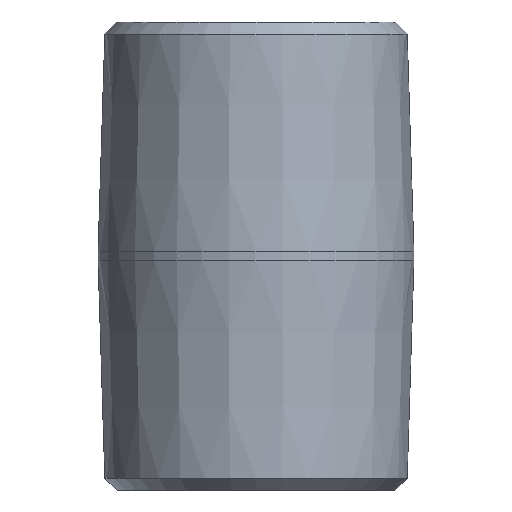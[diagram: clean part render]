
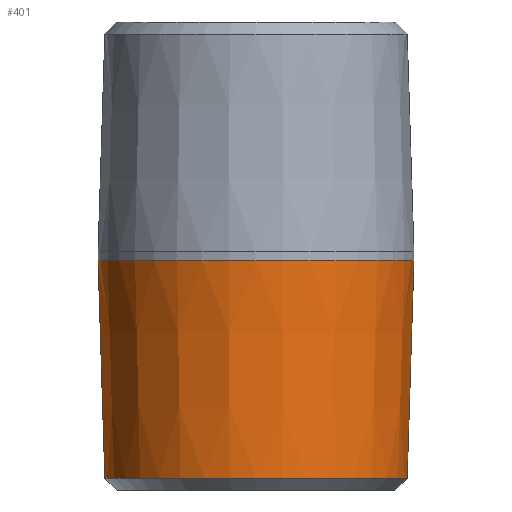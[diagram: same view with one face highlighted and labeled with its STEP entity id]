
A CAD part, front view. The second image highlights one B-rep face of the part: STEP entity #401.
In plain terms, the highlighted conical face has half-angle 1.78 degrees and reference radius 8.572 mm.
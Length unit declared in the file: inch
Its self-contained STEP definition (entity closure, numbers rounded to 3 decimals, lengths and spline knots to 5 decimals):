
#13 = VERTEX_POINT ( 'NONE', #535 ) ;
#15 = LINE ( 'NONE', #355, #36 ) ;
#36 = VECTOR ( 'NONE', #317, 39.37008 ) ;
#69 = DIRECTION ( 'NONE',  ( 0., 0., 1. ) ) ;
#87 = ORIENTED_EDGE ( 'NONE', *, *, #167, .T. ) ;
#92 = AXIS2_PLACEMENT_3D ( 'NONE', #113, #69, #328 ) ;
#99 = ORIENTED_EDGE ( 'NONE', *, *, #490, .T. ) ;
#113 = CARTESIAN_POINT ( 'NONE',  ( 0., 0., 0.02499 ) ) ;
#124 = CIRCLE ( 'NONE', #271, 0.3375 ) ;
#142 = DIRECTION ( 'NONE',  ( -1., 0., 0. ) ) ;
#149 = FACE_OUTER_BOUND ( 'NONE', #434, .T. ) ;
#153 = CARTESIAN_POINT ( 'NONE',  ( 0.32305, 0., 0.02499 ) ) ;
#167 = EDGE_CURVE ( 'NONE', #386, #13, #290, .T. ) ;
#183 = CIRCLE ( 'NONE', #92, 0.32305 ) ;
#223 = CONICAL_SURFACE ( 'NONE', #489, 0.3375, 0.031 ) ;
#271 = AXIS2_PLACEMENT_3D ( 'NONE', #521, #433, #142 ) ;
#290 = LINE ( 'NONE', #301, #508 ) ;
#299 = VERTEX_POINT ( 'NONE', #332 ) ;
#301 = CARTESIAN_POINT ( 'NONE',  ( 0.3375, 0., 0.49 ) ) ;
#317 = DIRECTION ( 'NONE',  ( -0.031, 0., 1. ) ) ;
#328 = DIRECTION ( 'NONE',  ( -1., 0., 0. ) ) ;
#332 = CARTESIAN_POINT ( 'NONE',  ( -0.3375, 0., 0.49 ) ) ;
#352 = ORIENTED_EDGE ( 'NONE', *, *, #387, .T. ) ;
#355 = CARTESIAN_POINT ( 'NONE',  ( -0.3375, 0., 0.49 ) ) ;
#386 = VERTEX_POINT ( 'NONE', #153 ) ;
#387 = EDGE_CURVE ( 'NONE', #13, #299, #124, .T. ) ;
#401 = ADVANCED_FACE ( 'NONE', ( #149 ), #223, .T. ) ;
#425 = EDGE_CURVE ( 'NONE', #501, #299, #15, .T. ) ;
#433 = DIRECTION ( 'NONE',  ( 0., 0., -1. ) ) ;
#434 = EDGE_LOOP ( 'NONE', ( #470, #99, #87, #352 ) ) ;
#435 = DIRECTION ( 'NONE',  ( 0., 0., 1. ) ) ;
#470 = ORIENTED_EDGE ( 'NONE', *, *, #425, .F. ) ;
#489 = AXIS2_PLACEMENT_3D ( 'NONE', #534, #435, #528 ) ;
#490 = EDGE_CURVE ( 'NONE', #501, #386, #183, .T. ) ;
#500 = DIRECTION ( 'NONE',  ( 0.031, 0., 1. ) ) ;
#501 = VERTEX_POINT ( 'NONE', #538 ) ;
#508 = VECTOR ( 'NONE', #500, 39.37008 ) ;
#521 = CARTESIAN_POINT ( 'NONE',  ( 0., 0., 0.49 ) ) ;
#528 = DIRECTION ( 'NONE',  ( 1., 0., 0. ) ) ;
#534 = CARTESIAN_POINT ( 'NONE',  ( 0., 0., 0.49 ) ) ;
#535 = CARTESIAN_POINT ( 'NONE',  ( 0.3375, 0., 0.49 ) ) ;
#538 = CARTESIAN_POINT ( 'NONE',  ( -0.32305, 0., 0.02499 ) ) ;
